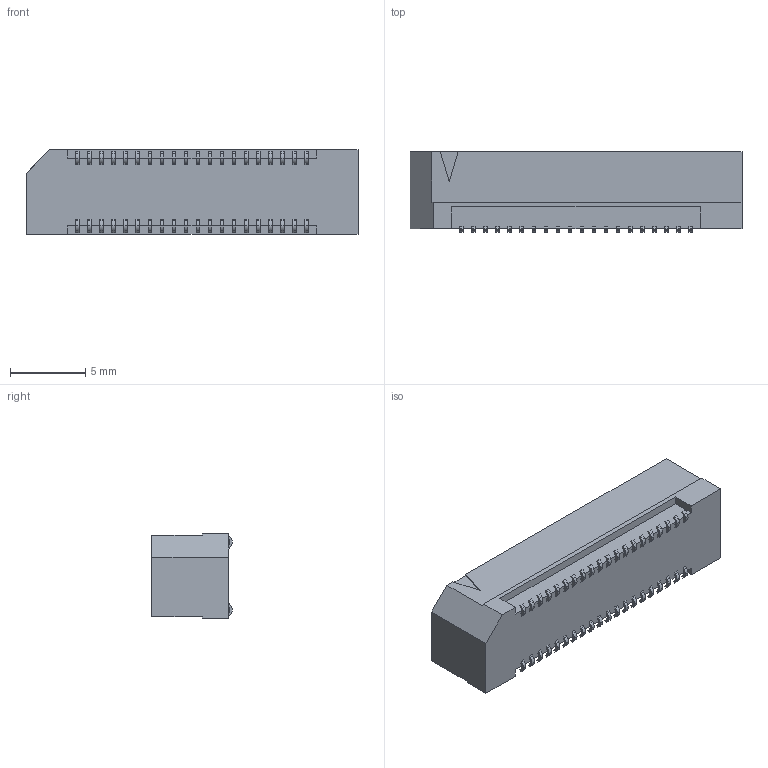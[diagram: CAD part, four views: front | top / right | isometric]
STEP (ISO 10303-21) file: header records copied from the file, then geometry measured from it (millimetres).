
FILE_DESCRIPTION(/* description */ (''),/* implementation_level */ '2;1');
FILE_NAME(/* name */ 'ERF8-020-05.0-L-DV-TR v2.step',/* time_stamp */ '2021-04-02T13:00:47+01:00',/* author */ (''),/* organization */ (''),/* preprocessor_version */ 'ST-DEVELOPER v18.1',/* originating_system */ 'Autodesk Translation Framework v9.10.0.1330',/* authorisation */ '');
FILE_SCHEMA (('AUTOMOTIVE_DESIGN { 1 0 10303 214 3 1 1 }'));
Products named in the file (3): ERF8-020-05.0-L-DV-TR; _ERF8-020-05; _ERF8-C-211-05
Assembly tree (2 placements, depth 2):
  ERF8-020-05.0-L-DV-TR
    _ERF8-020-05
    _ERF8-C-211-05
Bounding box: 22 x 5.33 x 5.6 mm (x, y, z)
Volume: 302.8 mm3; surface area: 1127.6 mm2
Topology: 2 solids, 2 shells, 1855 faces, 5550 edges, 3698 vertices
Faces by surface type: plane 1255, cylinder 600
Entity records: 64501 total; most frequent: CARTESIAN_POINT 11348, ORIENTED_EDGE 11100, DIRECTION 10550, EDGE_CURVE 5550, LINE 4110, VECTOR 4110, VERTEX_POINT 3698, AXIS2_PLACEMENT_3D 3220
